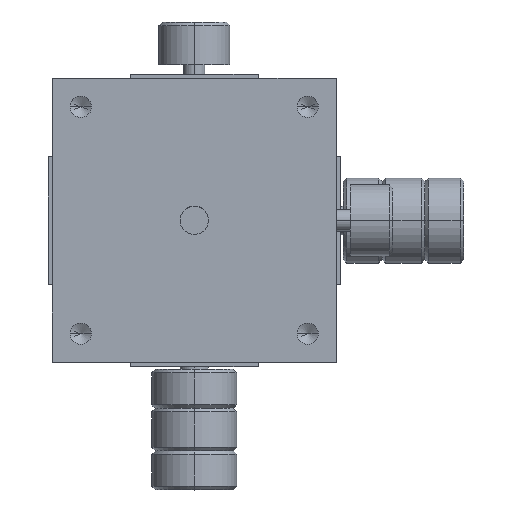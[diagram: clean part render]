
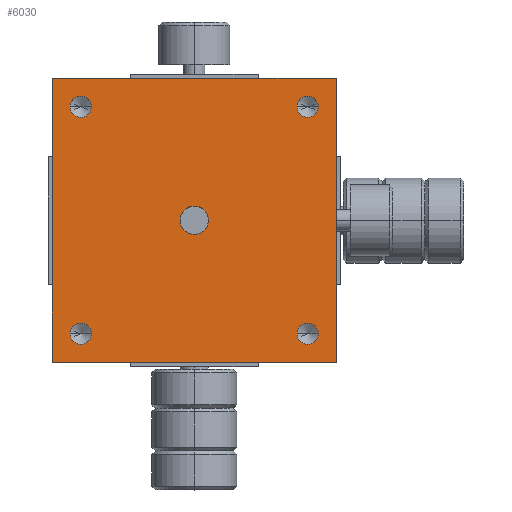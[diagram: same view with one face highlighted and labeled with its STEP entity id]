
A CAD part, top view. The second image highlights one B-rep face of the part: STEP entity #6030.
In plain terms, the highlighted planar face has unit normal (0, 0, 1).
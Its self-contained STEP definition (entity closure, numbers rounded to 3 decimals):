
#5211 = EDGE_CURVE ( 'NONE', #5212, #5213, #6033, .T. ) ;
#5212 = VERTEX_POINT ( 'NONE', #6134 ) ;
#5213 = VERTEX_POINT ( 'NONE', #6131 ) ;
#5417 = EDGE_LOOP ( 'NONE', ( #5851, #5419 ) ) ;
#5419 = ORIENTED_EDGE ( 'NONE', *, *, #5654, .T. ) ;
#5498 = EDGE_CURVE ( 'NONE', #5501, #5611, #7072, .T. ) ;
#5501 = VERTEX_POINT ( 'NONE', #6807 ) ;
#5569 = EDGE_CURVE ( 'NONE', #5570, #5576, #6849, .T. ) ;
#5570 = VERTEX_POINT ( 'NONE', #7043 ) ;
#5576 = VERTEX_POINT ( 'NONE', #7042 ) ;
#5611 = VERTEX_POINT ( 'NONE', #6866 ) ;
#5654 = EDGE_CURVE ( 'NONE', #5678, #5679, #7399, .T. ) ;
#5678 = VERTEX_POINT ( 'NONE', #7469 ) ;
#5679 = VERTEX_POINT ( 'NONE', #7466 ) ;
#5829 = EDGE_CURVE ( 'NONE', #6163, #5931, #7157, .T. ) ;
#5851 = ORIENTED_EDGE ( 'NONE', *, *, #5853, .T. ) ;
#5853 = EDGE_CURVE ( 'NONE', #5679, #5678, #7140, .T. ) ;
#5883 = ORIENTED_EDGE ( 'NONE', *, *, #5498, .T. ) ;
#5884 = EDGE_LOOP ( 'NONE', ( #6058, #5985 ) ) ;
#5931 = VERTEX_POINT ( 'NONE', #7821 ) ;
#5933 = EDGE_CURVE ( 'NONE', #5931, #5934, #7740, .T. ) ;
#5934 = VERTEX_POINT ( 'NONE', #7733 ) ;
#5936 = EDGE_CURVE ( 'NONE', #6468, #6155, #7609, .T. ) ;
#5949 = ORIENTED_EDGE ( 'NONE', *, *, #5950, .F. ) ;
#5950 = EDGE_CURVE ( 'NONE', #6155, #6468, #7868, .T. ) ;
#5956 = ORIENTED_EDGE ( 'NONE', *, *, #6160, .T. ) ;
#5978 = DIRECTION ( 'NONE',  ( 0., 0., -1. ) ) ;
#5980 = CARTESIAN_POINT ( 'NONE',  ( 16., -16., 32.25 ) ) ;
#5982 = AXIS2_PLACEMENT_3D ( 'NONE', #5980, #5978, #6135 ) ;
#5984 = EDGE_CURVE ( 'NONE', #5213, #5212, #7914, .T. ) ;
#5985 = ORIENTED_EDGE ( 'NONE', *, *, #5211, .T. ) ;
#5987 = ORIENTED_EDGE ( 'NONE', *, *, #5936, .F. ) ;
#5999 = ORIENTED_EDGE ( 'NONE', *, *, #6217, .T. ) ;
#6002 = ORIENTED_EDGE ( 'NONE', *, *, #5569, .T. ) ;
#6003 = EDGE_CURVE ( 'NONE', #5611, #5501, #7795, .T. ) ;
#6013 = EDGE_LOOP ( 'NONE', ( #6113, #5956, #6086, #6099 ) ) ;
#6017 = EDGE_LOOP ( 'NONE', ( #5949, #5987 ) ) ;
#6024 = ORIENTED_EDGE ( 'NONE', *, *, #6003, .T. ) ;
#6030 = ADVANCED_FACE ( 'NONE', ( #7781, #7780, #7715, #7713, #7711, #7710 ), #7708, .T. ) ;
#6033 = CIRCLE ( 'NONE', #5982, 1.5 ) ;
#6058 = ORIENTED_EDGE ( 'NONE', *, *, #5984, .T. ) ;
#6072 = EDGE_LOOP ( 'NONE', ( #6024, #5883 ) ) ;
#6086 = ORIENTED_EDGE ( 'NONE', *, *, #6094, .T. ) ;
#6094 = EDGE_CURVE ( 'NONE', #6146, #5934, #7539, .T. ) ;
#6099 = ORIENTED_EDGE ( 'NONE', *, *, #5933, .F. ) ;
#6113 = ORIENTED_EDGE ( 'NONE', *, *, #5829, .F. ) ;
#6120 = EDGE_LOOP ( 'NONE', ( #5999, #6002 ) ) ;
#6131 = CARTESIAN_POINT ( 'NONE',  ( 17.5, -16., 32.25 ) ) ;
#6134 = CARTESIAN_POINT ( 'NONE',  ( 14.5, -16., 32.25 ) ) ;
#6135 = DIRECTION ( 'NONE',  ( 1., 0., 0. ) ) ;
#6146 = VERTEX_POINT ( 'NONE', #8106 ) ;
#6155 = VERTEX_POINT ( 'NONE', #8053 ) ;
#6160 = EDGE_CURVE ( 'NONE', #6163, #6146, #8112, .T. ) ;
#6163 = VERTEX_POINT ( 'NONE', #7992 ) ;
#6217 = EDGE_CURVE ( 'NONE', #5576, #5570, #8090, .T. ) ;
#6468 = VERTEX_POINT ( 'NONE', #8333 ) ;
#6807 = CARTESIAN_POINT ( 'NONE',  ( -17.5, -16., 32.25 ) ) ;
#6809 = DIRECTION ( 'NONE',  ( 1., 0., 0. ) ) ;
#6849 = CIRCLE ( 'NONE', #6946, 1.5 ) ;
#6866 = CARTESIAN_POINT ( 'NONE',  ( -14.5, -16., 32.25 ) ) ;
#6940 = DIRECTION ( 'NONE',  ( 1., 0., 0. ) ) ;
#6942 = DIRECTION ( 'NONE',  ( 0., 0., -1. ) ) ;
#6944 = CARTESIAN_POINT ( 'NONE',  ( 16., 16., 32.25 ) ) ;
#6946 = AXIS2_PLACEMENT_3D ( 'NONE', #6944, #6942, #6940 ) ;
#7042 = CARTESIAN_POINT ( 'NONE',  ( 17.5, 16., 32.25 ) ) ;
#7043 = CARTESIAN_POINT ( 'NONE',  ( 14.5, 16., 32.25 ) ) ;
#7055 = CARTESIAN_POINT ( 'NONE',  ( -16., -16., 32.25 ) ) ;
#7068 = DIRECTION ( 'NONE',  ( 0., 0., -1. ) ) ;
#7070 = AXIS2_PLACEMENT_3D ( 'NONE', #7055, #7068, #6809 ) ;
#7072 = CIRCLE ( 'NONE', #7070, 1.5 ) ;
#7136 = DIRECTION ( 'NONE',  ( 1., 0., 0. ) ) ;
#7137 = DIRECTION ( 'NONE',  ( 0., 0., -1. ) ) ;
#7138 = CARTESIAN_POINT ( 'NONE',  ( -16., 16., 32.25 ) ) ;
#7139 = AXIS2_PLACEMENT_3D ( 'NONE', #7138, #7137, #7136 ) ;
#7140 = CIRCLE ( 'NONE', #7139, 1.5 ) ;
#7154 = DIRECTION ( 'NONE',  ( 0., -1., 0. ) ) ;
#7155 = VECTOR ( 'NONE', #7154, 1000. ) ;
#7156 = CARTESIAN_POINT ( 'NONE',  ( 20., 60.893, 32.25 ) ) ;
#7157 = LINE ( 'NONE', #7156, #7155 ) ;
#7317 = DIRECTION ( 'NONE',  ( 1., 0., 0. ) ) ;
#7319 = DIRECTION ( 'NONE',  ( 0., 0., -1. ) ) ;
#7321 = CARTESIAN_POINT ( 'NONE',  ( -16., 16., 32.25 ) ) ;
#7322 = AXIS2_PLACEMENT_3D ( 'NONE', #7321, #7319, #7317 ) ;
#7399 = CIRCLE ( 'NONE', #7322, 1.5 ) ;
#7466 = CARTESIAN_POINT ( 'NONE',  ( -14.5, 16., 32.25 ) ) ;
#7469 = CARTESIAN_POINT ( 'NONE',  ( -17.5, 16., 32.25 ) ) ;
#7535 = DIRECTION ( 'NONE',  ( 0., -1., 0. ) ) ;
#7537 = VECTOR ( 'NONE', #7535, 1000. ) ;
#7538 = CARTESIAN_POINT ( 'NONE',  ( -20., 60.893, 32.25 ) ) ;
#7539 = LINE ( 'NONE', #7538, #7537 ) ;
#7605 = DIRECTION ( 'NONE',  ( 0., -1., 0. ) ) ;
#7606 = DIRECTION ( 'NONE',  ( 0., 0., 1. ) ) ;
#7607 = CARTESIAN_POINT ( 'NONE',  ( 0., 0., 32.25 ) ) ;
#7608 = AXIS2_PLACEMENT_3D ( 'NONE', #7607, #7606, #7605 ) ;
#7609 = CIRCLE ( 'NONE', #7608, 2. ) ;
#7699 = DIRECTION ( 'NONE',  ( 0., -1., 0. ) ) ;
#7701 = DIRECTION ( 'NONE',  ( 0., 0., 1. ) ) ;
#7703 = CARTESIAN_POINT ( 'NONE',  ( -20., 60.893, 32.25 ) ) ;
#7704 = AXIS2_PLACEMENT_3D ( 'NONE', #7703, #7701, #7699 ) ;
#7708 = PLANE ( 'NONE',  #7704 ) ;
#7710 = FACE_OUTER_BOUND ( 'NONE', #6013, .T. ) ;
#7711 = FACE_BOUND ( 'NONE', #6017, .T. ) ;
#7713 = FACE_BOUND ( 'NONE', #5884, .T. ) ;
#7715 = FACE_BOUND ( 'NONE', #6072, .T. ) ;
#7733 = CARTESIAN_POINT ( 'NONE',  ( -20., -20., 32.25 ) ) ;
#7735 = DIRECTION ( 'NONE',  ( -1., 0., 0. ) ) ;
#7737 = VECTOR ( 'NONE', #7735, 1000. ) ;
#7739 = CARTESIAN_POINT ( 'NONE',  ( -20., -20., 32.25 ) ) ;
#7740 = LINE ( 'NONE', #7739, #7737 ) ;
#7780 = FACE_BOUND ( 'NONE', #6120, .T. ) ;
#7781 = FACE_BOUND ( 'NONE', #5417, .T. ) ;
#7789 = DIRECTION ( 'NONE',  ( 1., 0., 0. ) ) ;
#7790 = DIRECTION ( 'NONE',  ( 0., 0., -1. ) ) ;
#7792 = CARTESIAN_POINT ( 'NONE',  ( -16., -16., 32.25 ) ) ;
#7794 = AXIS2_PLACEMENT_3D ( 'NONE', #7792, #7790, #7789 ) ;
#7795 = CIRCLE ( 'NONE', #7794, 1.5 ) ;
#7821 = CARTESIAN_POINT ( 'NONE',  ( 20., -20., 32.25 ) ) ;
#7861 = DIRECTION ( 'NONE',  ( 0., -1., 0. ) ) ;
#7863 = DIRECTION ( 'NONE',  ( 0., 0., 1. ) ) ;
#7865 = CARTESIAN_POINT ( 'NONE',  ( 0., 0., 32.25 ) ) ;
#7866 = AXIS2_PLACEMENT_3D ( 'NONE', #7865, #7863, #7861 ) ;
#7868 = CIRCLE ( 'NONE', #7866, 2. ) ;
#7910 = DIRECTION ( 'NONE',  ( 1., 0., 0. ) ) ;
#7911 = DIRECTION ( 'NONE',  ( 0., 0., -1. ) ) ;
#7912 = CARTESIAN_POINT ( 'NONE',  ( 16., -16., 32.25 ) ) ;
#7913 = AXIS2_PLACEMENT_3D ( 'NONE', #7912, #7911, #7910 ) ;
#7914 = CIRCLE ( 'NONE', #7913, 1.5 ) ;
#7992 = CARTESIAN_POINT ( 'NONE',  ( 20., 20., 32.25 ) ) ;
#7993 = DIRECTION ( 'NONE',  ( -1., 0., 0. ) ) ;
#7994 = VECTOR ( 'NONE', #7993, 1000. ) ;
#7995 = CARTESIAN_POINT ( 'NONE',  ( -20., 20., 32.25 ) ) ;
#8053 = CARTESIAN_POINT ( 'NONE',  ( 0., -2., 32.25 ) ) ;
#8079 = DIRECTION ( 'NONE',  ( 1., 0., 0. ) ) ;
#8080 = DIRECTION ( 'NONE',  ( 0., 0., -1. ) ) ;
#8081 = CARTESIAN_POINT ( 'NONE',  ( 16., 16., 32.25 ) ) ;
#8082 = AXIS2_PLACEMENT_3D ( 'NONE', #8081, #8080, #8079 ) ;
#8090 = CIRCLE ( 'NONE', #8082, 1.5 ) ;
#8106 = CARTESIAN_POINT ( 'NONE',  ( -20., 20., 32.25 ) ) ;
#8112 = LINE ( 'NONE', #7995, #7994 ) ;
#8333 = CARTESIAN_POINT ( 'NONE',  ( 0., 2., 32.25 ) ) ;
